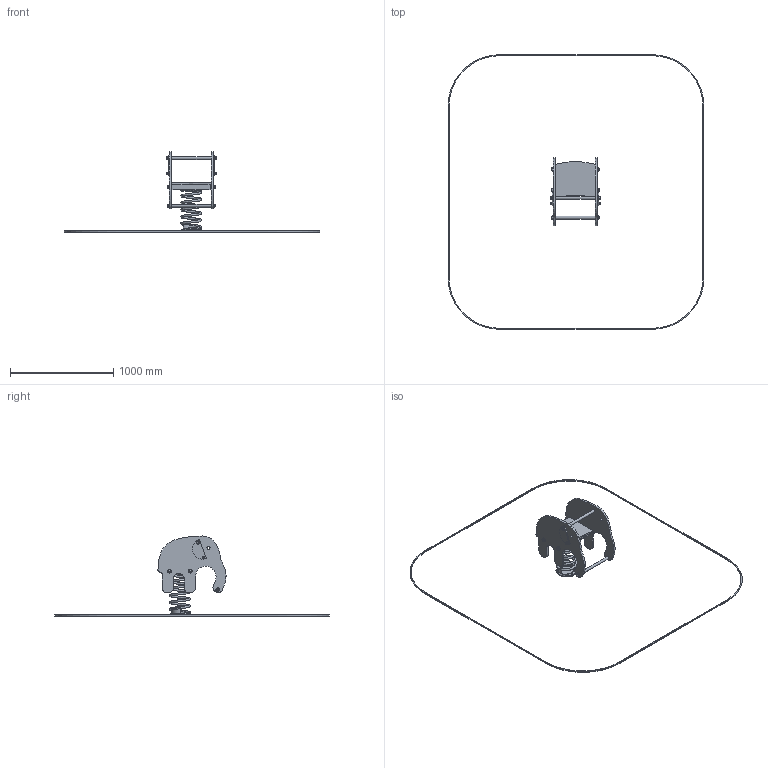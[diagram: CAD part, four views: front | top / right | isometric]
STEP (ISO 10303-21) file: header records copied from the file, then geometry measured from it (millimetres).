
FILE_DESCRIPTION(('STEP AP214'), '1');
FILE_NAME('Êà÷àëêà-áàëàíñèð', '', ('UNSPECIFIED'), ('UNSPECIFIED'), 'C3D Converter', 'C3D Toolkit', '');
FILE_SCHEMA(('AUTOMOTIVE_DESIGN { 1 0 10303 214 3 1 1}'));
Length unit declared in the file: millimetre
Products named in the file (34): КБ-83.04.00; КБ-83.04.01; ФК-02.01; ФК-03.01; КБ-83.04.02; КБ-83.01.00-9006; КБL-02-01.00.00; КБL-02-01.00.01; КБL-02-01.00.02; КБL-02-01.00.03; КБL-02-01.00.05; КБL-02-01.00.04; КИ-01.3-9016; КИ-008.02; КИ-008.01; КИ-01.1-9016; КИ-001.02; КИ-001.01; КИ-01.4-9016
Assembly tree (66 placements, depth 3):
  (unnamed)
    КБ-83.04.00
      КБ-83.04.01  x4
      (unnamed)
      ФК-02.01  x4
      ФК-03.01  x4
      КБ-83.04.02  x4
    КБ-83.01.00-9006
      (unnamed)
      (unnamed)
      (unnamed)
      (unnamed)
      (unnamed)  x3
      (unnamed)
      (unnamed)
    КБL-02-01.00.00
      КБL-02-01.00.01  x2
      КБL-02-01.00.02
      КБL-02-01.00.03  x2
      КБL-02-01.00.05  x2
      (unnamed)  x4
      КБL-02-01.00.04  x2
    (unnamed)  x2
    (unnamed)  x2
    (unnamed)
    (unnamed)  x2
      (unnamed)
    КИ-01.3-9016  x4
      КИ-008.02
      КИ-008.01
    КИ-01.1-9016  x2
      КИ-001.02
      КИ-001.01
    КИ-01.4-9016  x4
      КИ-008.02
      КИ-008.01
Bounding box: 2478.04 x 2659.79 x 775.04 mm (x, y, z)
Volume: 14904475.1 mm3; surface area: 2788072.1 mm2
Topology: 49 solids, 49 shells, 498 faces, 1161 edges, 757 vertices
Faces by surface type: plane 302, cylinder 106, cone 32, torus 26, sphere 16, bspline 8, extrusion 8
Full cylindrical faces by diameter (mm): 6 x8, 10.106 x4, 12 x8, 20 x2, 21.8 x2, 22 x4, 24 x2, 26 x8, 26.8 x2, 30 x10
Entity records: 19448 total; most frequent: CARTESIAN_POINT 8973, DIRECTION 1270, ORIENTED_EDGE 1176, EDGE_CURVE 588, AXIS2_PLACEMENT_3D 437, VERTEX_POINT 409, VECTOR 396, LINE 391
